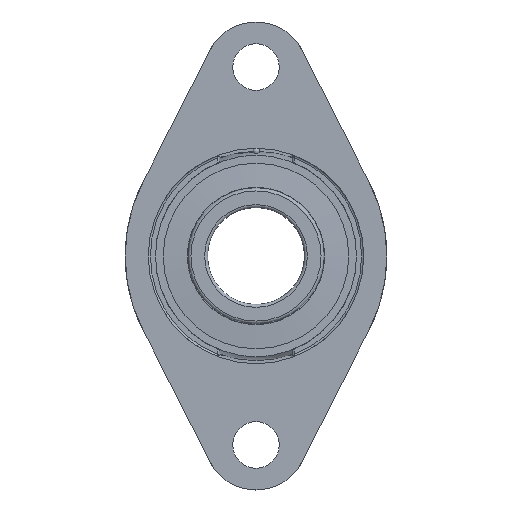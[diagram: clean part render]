
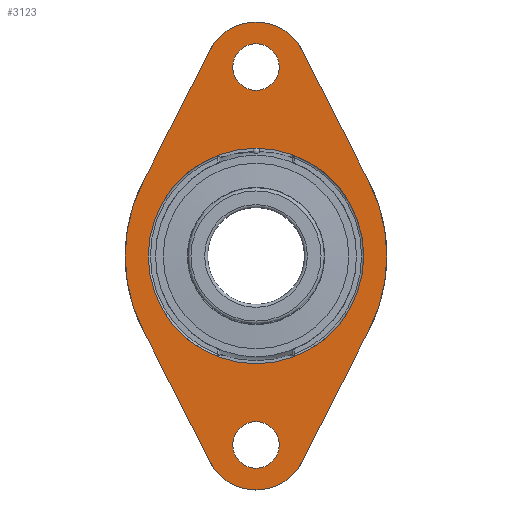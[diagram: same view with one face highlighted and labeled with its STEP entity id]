
A CAD part, left-side view. The second image highlights one B-rep face of the part: STEP entity #3123.
In plain terms, the highlighted face is planar.
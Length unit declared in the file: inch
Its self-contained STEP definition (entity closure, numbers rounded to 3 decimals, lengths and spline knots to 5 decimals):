
#104=VECTOR('',#3721,1.);
#116=VECTOR('',#3812,1.);
#155=VECTOR('',#4020,1.);
#156=VECTOR('',#4021,1.);
#186=LINE('',#5911,#104);
#198=LINE('',#7390,#116);
#237=LINE('',#9068,#155);
#238=LINE('',#9069,#156);
#1123=PLANE('',#3414);
#1245=VERTEX_POINT('',#4702);
#1246=VERTEX_POINT('',#4704);
#1277=VERTEX_POINT('',#5912);
#1284=VERTEX_POINT('',#6182);
#1285=VERTEX_POINT('',#6184);
#1316=VERTEX_POINT('',#7391);
#1344=VERTEX_POINT('',#8420);
#1390=VERTEX_POINT('',#9056);
#1391=VERTEX_POINT('',#9063);
#1392=VERTEX_POINT('',#9066);
#1393=VERTEX_POINT('',#9070);
#1438=CIRCLE('',#3238,2.20753);
#1469=CIRCLE('',#3282,2.20753);
#1519=CIRCLE('',#3356,0.7);
#1543=CIRCLE('',#3405,1.45997);
#1544=CIRCLE('',#3411,0.31496);
#1545=CIRCLE('',#3413,0.31496);
#1546=CIRCLE('',#3415,0.7);
#1619=EDGE_CURVE('',#1245,#1246,#1438,.T.);
#1673=EDGE_CURVE('',#1246,#1277,#186,.T.);
#1682=EDGE_CURVE('',#1284,#1285,#1469,.T.);
#1736=EDGE_CURVE('',#1285,#1316,#198,.T.);
#1788=EDGE_CURVE('',#1316,#1344,#1519,.T.);
#1862=EDGE_CURVE('',#1390,#1390,#1543,.T.);
#1863=EDGE_CURVE('',#1391,#1391,#1544,.T.);
#1864=EDGE_CURVE('',#1392,#1392,#1545,.T.);
#1865=EDGE_CURVE('',#1344,#1245,#237,.T.);
#1866=EDGE_CURVE('',#1393,#1284,#238,.T.);
#1867=EDGE_CURVE('',#1277,#1393,#1546,.T.);
#2484=ORIENTED_EDGE('',*,*,#1862,.T.);
#2485=ORIENTED_EDGE('',*,*,#1673,.F.);
#2486=ORIENTED_EDGE('',*,*,#1619,.F.);
#2487=ORIENTED_EDGE('',*,*,#1865,.F.);
#2488=ORIENTED_EDGE('',*,*,#1788,.F.);
#2489=ORIENTED_EDGE('',*,*,#1736,.F.);
#2490=ORIENTED_EDGE('',*,*,#1682,.F.);
#2491=ORIENTED_EDGE('',*,*,#1866,.F.);
#2492=ORIENTED_EDGE('',*,*,#1867,.F.);
#2493=ORIENTED_EDGE('',*,*,#1864,.T.);
#2494=ORIENTED_EDGE('',*,*,#1863,.T.);
#2724=EDGE_LOOP('',(#2484));
#2725=EDGE_LOOP('',(#2485,#2486,#2487,#2488,#2489,#2490,#2491,#2492));
#2726=EDGE_LOOP('',(#2493));
#2727=EDGE_LOOP('',(#2494));
#2951=FACE_BOUND('',#2724,.T.);
#2952=FACE_BOUND('',#2725,.T.);
#2953=FACE_BOUND('',#2726,.T.);
#2954=FACE_BOUND('',#2727,.T.);
#3123=ADVANCED_FACE('',(#2951,#2952,#2953,#2954),#1123,.F.);
#3238=AXIS2_PLACEMENT_3D('',#4703,#3640,#3641);
#3282=AXIS2_PLACEMENT_3D('',#6183,#3732,#3733);
#3356=AXIS2_PLACEMENT_3D('',#8419,#3889,#3890);
#3405=AXIS2_PLACEMENT_3D('',#9055,#4005,#4006);
#3411=AXIS2_PLACEMENT_3D('',#9062,#4013,#4014);
#3413=AXIS2_PLACEMENT_3D('',#9065,#4017,#4018);
#3414=AXIS2_PLACEMENT_3D('',#9067,#4019,$);
#3415=AXIS2_PLACEMENT_3D('',#9071,#4022,#4023);
#3640=DIRECTION('',(0.,0.,1.));
#3641=DIRECTION('',(2.208,0.,0.));
#3721=DIRECTION('',(-0.891,-0.453,0.));
#3732=DIRECTION('',(0.,0.,1.));
#3733=DIRECTION('',(2.208,0.,0.));
#3812=DIRECTION('',(0.891,0.453,0.));
#3889=DIRECTION('',(0.,0.,1.));
#3890=DIRECTION('',(0.7,0.,0.));
#4005=DIRECTION('',(0.,0.,1.));
#4006=DIRECTION('',(0.,1.46,0.));
#4013=DIRECTION('',(0.,0.,1.));
#4014=DIRECTION('',(0.315,0.,0.));
#4017=DIRECTION('',(0.,0.,1.));
#4018=DIRECTION('',(0.315,0.,0.));
#4019=DIRECTION('',(0.,0.,1.));
#4020=DIRECTION('',(-0.891,0.453,0.));
#4021=DIRECTION('',(0.891,-0.453,0.));
#4022=DIRECTION('',(0.,0.,1.));
#4023=DIRECTION('',(0.7,0.,0.));
#4702=CARTESIAN_POINT('',(1.00036,1.53198,0.));
#4703=CARTESIAN_POINT('',(0.,-0.43588,0.));
#4704=CARTESIAN_POINT('',(-1.00036,1.53198,0.));
#5911=CARTESIAN_POINT('',(-1.00036,1.53198,0.));
#5912=CARTESIAN_POINT('',(-2.7865,0.624,0.));
#6182=CARTESIAN_POINT('',(-1.00036,-1.53198,0.));
#6183=CARTESIAN_POINT('',(0.,0.43588,0.));
#6184=CARTESIAN_POINT('',(1.00036,-1.53198,0.));
#7390=CARTESIAN_POINT('',(1.00036,-1.53198,0.));
#7391=CARTESIAN_POINT('',(2.7865,-0.624,0.));
#8419=CARTESIAN_POINT('',(2.46929,0.,0.));
#8420=CARTESIAN_POINT('',(2.7865,0.624,0.));
#9055=CARTESIAN_POINT('',(0.,0.,0.));
#9056=CARTESIAN_POINT('',(0.,1.45997,0.));
#9062=CARTESIAN_POINT('',(2.55906,0.,0.));
#9063=CARTESIAN_POINT('',(2.24409,0.,0.));
#9065=CARTESIAN_POINT('',(-2.55906,0.,0.));
#9066=CARTESIAN_POINT('',(-2.87402,0.,0.));
#9067=CARTESIAN_POINT('',(0.,0.,0.));
#9068=CARTESIAN_POINT('',(2.7865,0.624,0.));
#9069=CARTESIAN_POINT('',(-2.7865,-0.624,0.));
#9070=CARTESIAN_POINT('',(-2.7865,-0.624,0.));
#9071=CARTESIAN_POINT('',(-2.46929,0.,0.));
